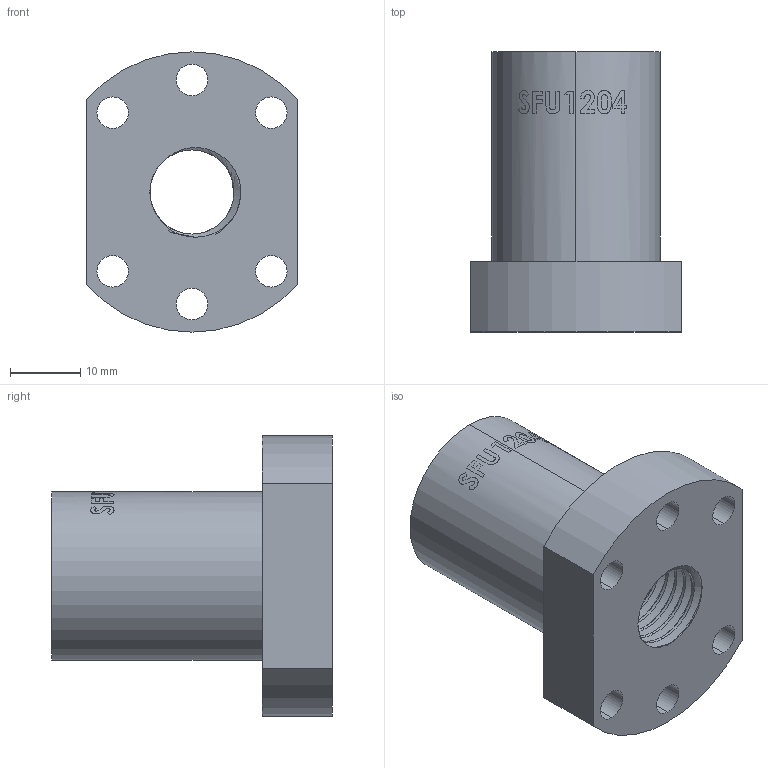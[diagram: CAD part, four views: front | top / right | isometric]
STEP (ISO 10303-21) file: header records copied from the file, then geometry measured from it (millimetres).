
FILE_DESCRIPTION (( 'STEP AP203' ), '1' );
FILE_NAME ('1.SFU1204.STEP', '2022-04-18T18:31:34', ( '' ), ( '' ), 'SwSTEP 2.0', 'SolidWorks 2017', '' );
FILE_SCHEMA (( 'CONFIG_CONTROL_DESIGN' ));
Length unit declared in the file: millimetre
Products named in the file (1): 1.SFU1204
Bounding box: 30 x 40 x 40 mm (x, y, z)
Volume: 18194.1 mm3; surface area: 8648.8 mm2
Topology: 1 solids, 1 shells, 82 faces, 287 edges, 217 vertices
Faces by surface type: cylinder 73, plane 6, bspline 3
Entity records: 8735 total; most frequent: CARTESIAN_POINT 6421, ORIENTED_EDGE 574, DIRECTION 363, EDGE_CURVE 287, VERTEX_POINT 217, AXIS2_PLACEMENT_3D 137, EDGE_LOOP 106, VECTOR 89
